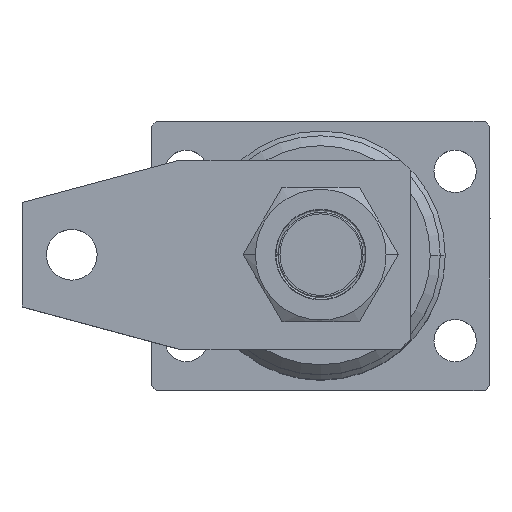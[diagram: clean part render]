
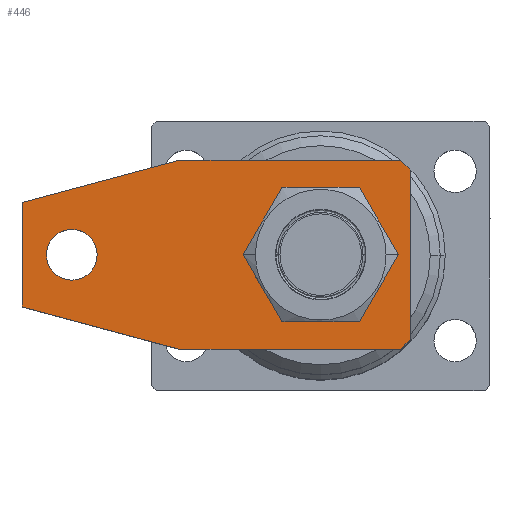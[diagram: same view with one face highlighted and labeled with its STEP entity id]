
A CAD part, top view. The second image highlights one B-rep face of the part: STEP entity #446.
In plain terms, the highlighted face is planar.
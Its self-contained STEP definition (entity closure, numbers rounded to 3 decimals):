
#446 = ADVANCED_FACE ( 'NONE', ( #4876, #4874, #4872 ), #5462, .F. ) ;
#513 = CIRCLE ( 'NONE', #1697, 5.1 ) ;
#514 = VECTOR ( 'NONE', #1080, 1000. ) ;
#516 = VECTOR ( 'NONE', #1233, 1000. ) ;
#517 = LINE ( 'NONE', #1254, #514 ) ;
#519 = LINE ( 'NONE', #1077, #516 ) ;
#526 = VECTOR ( 'NONE', #1400, 1000. ) ;
#529 = LINE ( 'NONE', #1398, #526 ) ;
#532 = VECTOR ( 'NONE', #1337, 1000. ) ;
#534 = VECTOR ( 'NONE', #1312, 1000. ) ;
#536 = LINE ( 'NONE', #1267, #532 ) ;
#538 = CIRCLE ( 'NONE', #1701, 5.1 ) ;
#544 = LINE ( 'NONE', #1343, #534 ) ;
#569 = CIRCLE ( 'NONE', #1704, 9.5 ) ;
#592 = VECTOR ( 'NONE', #1387, 1000. ) ;
#594 = LINE ( 'NONE', #1141, #592 ) ;
#595 = VECTOR ( 'NONE', #1138, 1000. ) ;
#597 = VECTOR ( 'NONE', #1386, 1000. ) ;
#600 = LINE ( 'NONE', #1395, #597 ) ;
#614 = LINE ( 'NONE', #1020, #595 ) ;
#619 = CIRCLE ( 'NONE', #1712, 9.5 ) ;
#1010 = CARTESIAN_POINT ( 'NONE',  ( -68., 19., 0. ) ) ;
#1020 = CARTESIAN_POINT ( 'NONE',  ( -78., 19., 19. ) ) ;
#1067 = DIRECTION ( 'NONE',  ( 0., 1., 0. ) ) ;
#1069 = DIRECTION ( 'NONE',  ( 0., 0., 1. ) ) ;
#1077 = CARTESIAN_POINT ( 'NONE',  ( 0., 19., 19. ) ) ;
#1080 = DIRECTION ( 'NONE',  ( 0., 0., -1. ) ) ;
#1118 = DIRECTION ( 'NONE',  ( 0., -1., 0. ) ) ;
#1134 = DIRECTION ( 'NONE',  ( 1., 0., 0. ) ) ;
#1138 = DIRECTION ( 'NONE',  ( 0., 0., -1. ) ) ;
#1141 = CARTESIAN_POINT ( 'NONE',  ( -46.278, 19., 19. ) ) ;
#1176 = DIRECTION ( 'NONE',  ( 1., 0., 0. ) ) ;
#1185 = DIRECTION ( 'NONE',  ( 0., -1., 0. ) ) ;
#1220 = CARTESIAN_POINT ( 'NONE',  ( -18., 19., 0. ) ) ;
#1233 = DIRECTION ( 'NONE',  ( -1., 0., 0. ) ) ;
#1254 = CARTESIAN_POINT ( 'NONE',  ( 0., 19., 19. ) ) ;
#1258 = CARTESIAN_POINT ( 'NONE',  ( -18., 19., 0. ) ) ;
#1267 = CARTESIAN_POINT ( 'NONE',  ( -2., 19., 19. ) ) ;
#1312 = DIRECTION ( 'NONE',  ( -1., 0., 0. ) ) ;
#1337 = DIRECTION ( 'NONE',  ( 0.707, 0., -0.707 ) ) ;
#1340 = DIRECTION ( 'NONE',  ( 0., 0., 1. ) ) ;
#1341 = DIRECTION ( 'NONE',  ( 0., 1., 0. ) ) ;
#1342 = CARTESIAN_POINT ( 'NONE',  ( -68., 19., 0. ) ) ;
#1343 = CARTESIAN_POINT ( 'NONE',  ( 0., 19., -19. ) ) ;
#1386 = DIRECTION ( 'NONE',  ( 0.966, 0., -0.259 ) ) ;
#1387 = DIRECTION ( 'NONE',  ( -0.966, 0., -0.259 ) ) ;
#1395 = CARTESIAN_POINT ( 'NONE',  ( -78., 19., -10.5 ) ) ;
#1398 = CARTESIAN_POINT ( 'NONE',  ( 0., 19., -17. ) ) ;
#1400 = DIRECTION ( 'NONE',  ( -0.707, 0., -0.707 ) ) ;
#1505 = AXIS2_PLACEMENT_3D ( 'NONE', #5464, #5469, #5460 ) ;
#1697 = AXIS2_PLACEMENT_3D ( 'NONE', #1010, #1067, #1069 ) ;
#1701 = AXIS2_PLACEMENT_3D ( 'NONE', #1342, #1341, #1340 ) ;
#1704 = AXIS2_PLACEMENT_3D ( 'NONE', #1220, #1118, #1176 ) ;
#1712 = AXIS2_PLACEMENT_3D ( 'NONE', #1258, #1185, #1134 ) ;
#2236 = CARTESIAN_POINT ( 'NONE',  ( 0., 19., -17. ) ) ;
#2239 = CARTESIAN_POINT ( 'NONE',  ( -2., 19., -19. ) ) ;
#2247 = CARTESIAN_POINT ( 'NONE',  ( -18., 19., 9.5 ) ) ;
#2254 = CARTESIAN_POINT ( 'NONE',  ( -18., 19., -9.5 ) ) ;
#2263 = CARTESIAN_POINT ( 'NONE',  ( -46.278, 19., 19. ) ) ;
#2282 = CARTESIAN_POINT ( 'NONE',  ( 0., 19., 17. ) ) ;
#2288 = CARTESIAN_POINT ( 'NONE',  ( -68., 19., 5.1 ) ) ;
#2303 = CARTESIAN_POINT ( 'NONE',  ( -46.278, 19., -19. ) ) ;
#2439 = CARTESIAN_POINT ( 'NONE',  ( -68., 19., -5.1 ) ) ;
#2483 = CARTESIAN_POINT ( 'NONE',  ( -78., 19., 10.5 ) ) ;
#2565 = CARTESIAN_POINT ( 'NONE',  ( -78., 19., -10.5 ) ) ;
#2736 = CARTESIAN_POINT ( 'NONE',  ( -2., 19., 19. ) ) ;
#2887 = EDGE_LOOP ( 'NONE', ( #3828, #3809, #3812, #3815, #3816, #3814, #3824, #3823 ) ) ;
#2902 = EDGE_LOOP ( 'NONE', ( #3821, #3819 ) ) ;
#2926 = EDGE_LOOP ( 'NONE', ( #3862, #3820 ) ) ;
#3619 = VERTEX_POINT ( 'NONE', #2736 ) ;
#3634 = VERTEX_POINT ( 'NONE', #2483 ) ;
#3639 = VERTEX_POINT ( 'NONE', #2439 ) ;
#3643 = VERTEX_POINT ( 'NONE', #2288 ) ;
#3644 = VERTEX_POINT ( 'NONE', #2282 ) ;
#3687 = VERTEX_POINT ( 'NONE', #2565 ) ;
#3710 = VERTEX_POINT ( 'NONE', #2303 ) ;
#3722 = VERTEX_POINT ( 'NONE', #2263 ) ;
#3725 = VERTEX_POINT ( 'NONE', #2254 ) ;
#3726 = VERTEX_POINT ( 'NONE', #2247 ) ;
#3729 = VERTEX_POINT ( 'NONE', #2239 ) ;
#3731 = VERTEX_POINT ( 'NONE', #2236 ) ;
#3809 = ORIENTED_EDGE ( 'NONE', *, *, #5179, .T. ) ;
#3812 = ORIENTED_EDGE ( 'NONE', *, *, #5189, .T. ) ;
#3814 = ORIENTED_EDGE ( 'NONE', *, *, #5140, .F. ) ;
#3815 = ORIENTED_EDGE ( 'NONE', *, *, #5182, .T. ) ;
#3816 = ORIENTED_EDGE ( 'NONE', *, *, #5178, .T. ) ;
#3819 = ORIENTED_EDGE ( 'NONE', *, *, #5191, .F. ) ;
#3820 = ORIENTED_EDGE ( 'NONE', *, *, #5128, .T. ) ;
#3821 = ORIENTED_EDGE ( 'NONE', *, *, #5177, .F. ) ;
#3823 = ORIENTED_EDGE ( 'NONE', *, *, #5143, .F. ) ;
#3824 = ORIENTED_EDGE ( 'NONE', *, *, #5141, .F. ) ;
#3828 = ORIENTED_EDGE ( 'NONE', *, *, #5188, .F. ) ;
#3862 = ORIENTED_EDGE ( 'NONE', *, *, #5160, .T. ) ;
#4872 = FACE_OUTER_BOUND ( 'NONE', #2887, .T. ) ;
#4874 = FACE_BOUND ( 'NONE', #2902, .T. ) ;
#4876 = FACE_BOUND ( 'NONE', #2926, .T. ) ;
#5128 = EDGE_CURVE ( 'NONE', #3726, #3725, #619, .T. ) ;
#5140 = EDGE_CURVE ( 'NONE', #3687, #3710, #600, .T. ) ;
#5141 = EDGE_CURVE ( 'NONE', #3634, #3687, #614, .T. ) ;
#5143 = EDGE_CURVE ( 'NONE', #3722, #3634, #594, .T. ) ;
#5160 = EDGE_CURVE ( 'NONE', #3725, #3726, #569, .T. ) ;
#5177 = EDGE_CURVE ( 'NONE', #3643, #3639, #538, .T. ) ;
#5178 = EDGE_CURVE ( 'NONE', #3729, #3710, #544, .T. ) ;
#5179 = EDGE_CURVE ( 'NONE', #3619, #3644, #536, .T. ) ;
#5182 = EDGE_CURVE ( 'NONE', #3731, #3729, #529, .T. ) ;
#5188 = EDGE_CURVE ( 'NONE', #3619, #3722, #519, .T. ) ;
#5189 = EDGE_CURVE ( 'NONE', #3644, #3731, #517, .T. ) ;
#5191 = EDGE_CURVE ( 'NONE', #3639, #3643, #513, .T. ) ;
#5460 = DIRECTION ( 'NONE',  ( 1., 0., 0. ) ) ;
#5462 = PLANE ( 'NONE',  #1505 ) ;
#5464 = CARTESIAN_POINT ( 'NONE',  ( 0., 19., 19. ) ) ;
#5469 = DIRECTION ( 'NONE',  ( 0., -1., 0. ) ) ;
